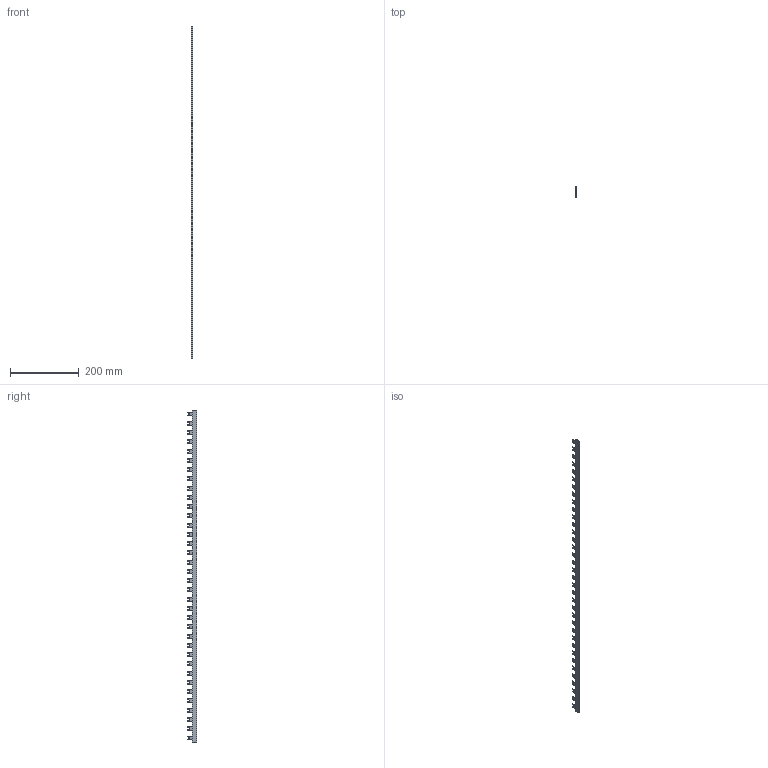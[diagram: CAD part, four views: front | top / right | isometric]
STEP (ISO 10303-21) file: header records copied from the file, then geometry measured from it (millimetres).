
FILE_DESCRIPTION((''),'2;1');
FILE_NAME('IZ16_1F_12_STV_ASM','2021-04-02T',('marketing.praksa'),('Audax d.o.o.'),'CREO PARAMETRIC BY PTC INC, 2017480','CREO PARAMETRIC BY PTC INC, 2017480','');
FILE_SCHEMA(('AUTOMOTIVE_DESIGN { 1 0 10303 214 1 1 1 1 }'));
Products named in the file (7): PRT0183_1_1; PRT0183_1_2; PRT0183_1_3; PRT0183_1_ASM; PRT9597_1; COPPER-36MOD; IZ16_1F_12_STV_ASM
Assembly tree (6 placements, depth 3):
  IZ16_1F_12_STV_ASM
    PRT0183_1_ASM
      PRT0183_1_1
      PRT0183_1_2
      PRT0183_1_3
    PRT9597_1
    COPPER-36MOD
Bounding box: 5.7 x 28.4 x 968.39 mm (x, y, z)
Volume: 66418.9 mm3; surface area: 99935.3 mm2
Topology: 5 solids, 5 shells, 633 faces, 1860 edges, 1240 vertices
Faces by surface type: plane 333, cylinder 300
Entity records: 27165 total; most frequent: CARTESIAN_POINT 3767, DIRECTION 3758, ORIENTED_EDGE 3720, EDGE_CURVE 1860, PRESENTATION_STYLE_ASSIGNMENT 1769, STYLED_ITEM 1769, CURVE_STYLE 1716, VECTOR 1260
